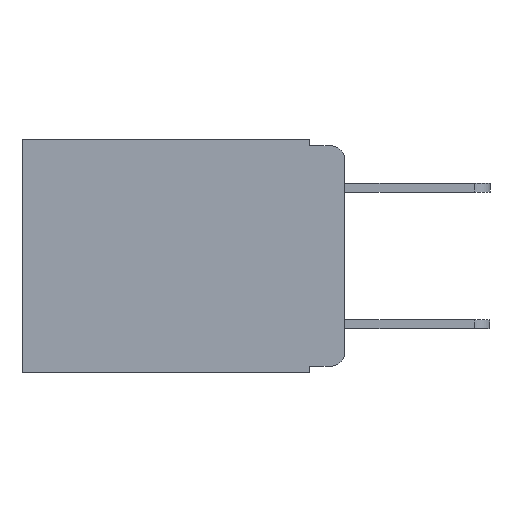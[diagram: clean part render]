
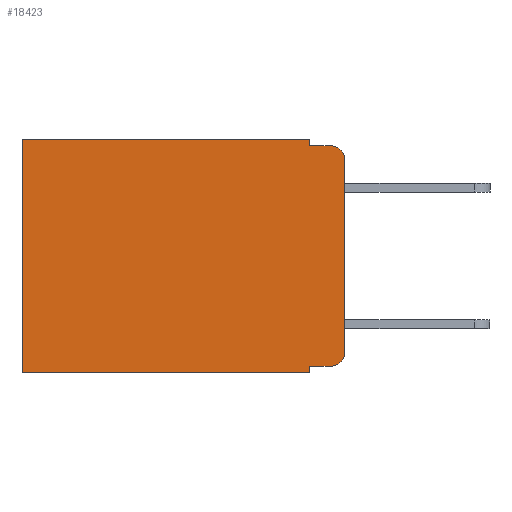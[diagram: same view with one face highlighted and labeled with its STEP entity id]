
A CAD part, left-side view. The second image highlights one B-rep face of the part: STEP entity #18423.
In plain terms, the highlighted planar face has unit normal (-1, 0, 0).
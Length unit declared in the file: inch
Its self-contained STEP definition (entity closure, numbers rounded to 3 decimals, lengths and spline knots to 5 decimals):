
#17 = AXIS2_PLACEMENT_3D ( 'NONE', #8121, #9249, #2838 ) ;
#76 = DIRECTION ( 'NONE',  ( 0., 0., -1. ) ) ;
#86 = EDGE_CURVE ( 'NONE', #2825, #20317, #1753, .T. ) ;
#113 = CARTESIAN_POINT ( 'NONE',  ( 0.298, 0.051, 0. ) ) ;
#563 = ORIENTED_EDGE ( 'NONE', *, *, #2520, .F. ) ;
#705 = CARTESIAN_POINT ( 'NONE',  ( 0.298, 0.473, 0. ) ) ;
#916 = VERTEX_POINT ( 'NONE', #705 ) ;
#962 = VECTOR ( 'NONE', #4345, 39.37008 ) ;
#1062 = ORIENTED_EDGE ( 'NONE', *, *, #16150, .F. ) ;
#1082 = ORIENTED_EDGE ( 'NONE', *, *, #18563, .F. ) ;
#1340 = CARTESIAN_POINT ( 'NONE',  ( 0.298, 0.473, -0.343 ) ) ;
#1753 = LINE ( 'NONE', #17856, #19368 ) ;
#2123 = VERTEX_POINT ( 'NONE', #11652 ) ;
#2154 = CARTESIAN_POINT ( 'NONE',  ( 0.298, 0.051, -0.333 ) ) ;
#2520 = EDGE_CURVE ( 'NONE', #18640, #14458, #7534, .T. ) ;
#2697 = DIRECTION ( 'NONE',  ( 0., 0., -1. ) ) ;
#2825 = VERTEX_POINT ( 'NONE', #8526 ) ;
#2838 = DIRECTION ( 'NONE',  ( 0., 0., -1. ) ) ;
#2864 = CARTESIAN_POINT ( 'NONE',  ( 0.298, 0.02, -0.313 ) ) ;
#3838 = VERTEX_POINT ( 'NONE', #10282 ) ;
#3897 = ORIENTED_EDGE ( 'NONE', *, *, #13252, .T. ) ;
#3943 = CARTESIAN_POINT ( 'NONE',  ( 0.298, 0., 0. ) ) ;
#4253 = EDGE_CURVE ( 'NONE', #2825, #3838, #17362, .T. ) ;
#4345 = DIRECTION ( 'NONE',  ( 0., 1., 0. ) ) ;
#4514 = VECTOR ( 'NONE', #7322, 39.37008 ) ;
#4612 = DIRECTION ( 'NONE',  ( 0., 0., -1. ) ) ;
#4783 = DIRECTION ( 'NONE',  ( 0., 0., -1. ) ) ;
#5684 = DIRECTION ( 'NONE',  ( 0., 0., -1. ) ) ;
#6397 = DIRECTION ( 'NONE',  ( 0., 1., 0. ) ) ;
#6458 = ORIENTED_EDGE ( 'NONE', *, *, #7305, .F. ) ;
#6501 = VECTOR ( 'NONE', #16267, 39.37008 ) ;
#6690 = CIRCLE ( 'NONE', #13065, 0.02 ) ;
#7016 = ORIENTED_EDGE ( 'NONE', *, *, #13255, .T. ) ;
#7305 = EDGE_CURVE ( 'NONE', #14458, #14012, #9694, .T. ) ;
#7322 = DIRECTION ( 'NONE',  ( 0., -1., 0. ) ) ;
#7534 = LINE ( 'NONE', #10152, #20557 ) ;
#7819 = CARTESIAN_POINT ( 'NONE',  ( 0.298, 0.473, 0. ) ) ;
#7898 = VERTEX_POINT ( 'NONE', #113 ) ;
#7993 = CARTESIAN_POINT ( 'NONE',  ( 0.298, 0.051, -0.333 ) ) ;
#8121 = CARTESIAN_POINT ( 'NONE',  ( 0.298, 0.02, -0.03 ) ) ;
#8526 = CARTESIAN_POINT ( 'NONE',  ( 0.298, 0., -0.03 ) ) ;
#9092 = LINE ( 'NONE', #2154, #4514 ) ;
#9249 = DIRECTION ( 'NONE',  ( -1., 0., 0. ) ) ;
#9520 = VECTOR ( 'NONE', #2697, 39.37008 ) ;
#9694 = LINE ( 'NONE', #12963, #14258 ) ;
#9822 = ORIENTED_EDGE ( 'NONE', *, *, #20521, .T. ) ;
#10094 = CARTESIAN_POINT ( 'NONE',  ( 0.298, 0.051, -0.343 ) ) ;
#10152 = CARTESIAN_POINT ( 'NONE',  ( 0.298, 0.051, 0. ) ) ;
#10282 = CARTESIAN_POINT ( 'NONE',  ( 0.298, 0.02, -0.01 ) ) ;
#10625 = LINE ( 'NONE', #18030, #962 ) ;
#10756 = VECTOR ( 'NONE', #4783, 39.37008 ) ;
#11652 = CARTESIAN_POINT ( 'NONE',  ( 0.298, 0.051, -0.01 ) ) ;
#11964 = ORIENTED_EDGE ( 'NONE', *, *, #4253, .T. ) ;
#12819 = CARTESIAN_POINT ( 'NONE',  ( 0.298, 0.051, -0.01 ) ) ;
#12963 = CARTESIAN_POINT ( 'NONE',  ( 0.298, 0., -0.343 ) ) ;
#13065 = AXIS2_PLACEMENT_3D ( 'NONE', #2864, #14848, #4612 ) ;
#13160 = FACE_OUTER_BOUND ( 'NONE', #18297, .T. ) ;
#13252 = EDGE_CURVE ( 'NONE', #7898, #916, #10625, .T. ) ;
#13255 = EDGE_CURVE ( 'NONE', #916, #14012, #14604, .T. ) ;
#13560 = ORIENTED_EDGE ( 'NONE', *, *, #86, .F. ) ;
#14012 = VERTEX_POINT ( 'NONE', #1340 ) ;
#14258 = VECTOR ( 'NONE', #6397, 39.37008 ) ;
#14458 = VERTEX_POINT ( 'NONE', #10094 ) ;
#14604 = LINE ( 'NONE', #7819, #9520 ) ;
#14848 = DIRECTION ( 'NONE',  ( -1., 0., 0. ) ) ;
#15022 = CARTESIAN_POINT ( 'NONE',  ( 0.298, 0.051, 0. ) ) ;
#15464 = ORIENTED_EDGE ( 'NONE', *, *, #17130, .T. ) ;
#15582 = LINE ( 'NONE', #12819, #6501 ) ;
#15924 = DIRECTION ( 'NONE',  ( 1., 0., 0. ) ) ;
#16063 = CARTESIAN_POINT ( 'NONE',  ( 0.298, 0., -0.313 ) ) ;
#16072 = AXIS2_PLACEMENT_3D ( 'NONE', #3943, #15924, #5684 ) ;
#16150 = EDGE_CURVE ( 'NONE', #7898, #2123, #19268, .T. ) ;
#16267 = DIRECTION ( 'NONE',  ( 0., -1., 0. ) ) ;
#16974 = VERTEX_POINT ( 'NONE', #18939 ) ;
#17130 = EDGE_CURVE ( 'NONE', #18640, #16974, #9092, .T. ) ;
#17362 = CIRCLE ( 'NONE', #17, 0.02 ) ;
#17856 = CARTESIAN_POINT ( 'NONE',  ( 0.298, 0., 0. ) ) ;
#18030 = CARTESIAN_POINT ( 'NONE',  ( 0.298, 0., 0. ) ) ;
#18297 = EDGE_LOOP ( 'NONE', ( #13560, #11964, #1082, #1062, #3897, #7016, #6458, #563, #15464, #9822 ) ) ;
#18423 = ADVANCED_FACE ( 'NONE', ( #13160 ), #20941, .F. ) ;
#18563 = EDGE_CURVE ( 'NONE', #2123, #3838, #15582, .T. ) ;
#18640 = VERTEX_POINT ( 'NONE', #7993 ) ;
#18939 = CARTESIAN_POINT ( 'NONE',  ( 0.298, 0.02, -0.333 ) ) ;
#19268 = LINE ( 'NONE', #15022, #10756 ) ;
#19368 = VECTOR ( 'NONE', #76, 39.37008 ) ;
#20317 = VERTEX_POINT ( 'NONE', #16063 ) ;
#20521 = EDGE_CURVE ( 'NONE', #16974, #20317, #6690, .T. ) ;
#20557 = VECTOR ( 'NONE', #20919, 39.37008 ) ;
#20919 = DIRECTION ( 'NONE',  ( 0., 0., -1. ) ) ;
#20941 = PLANE ( 'NONE',  #16072 ) ;
